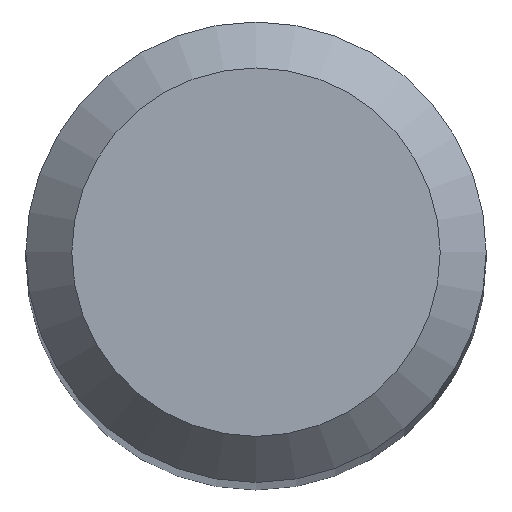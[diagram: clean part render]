
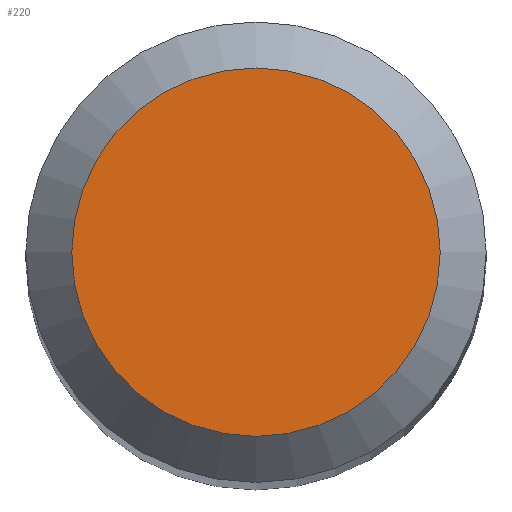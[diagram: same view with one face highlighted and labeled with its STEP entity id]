
A CAD part, top view. The second image highlights one B-rep face of the part: STEP entity #220.
In plain terms, the highlighted planar face has unit normal (0, 0, 1).
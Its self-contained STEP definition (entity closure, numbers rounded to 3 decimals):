
#15 = CARTESIAN_POINT ( 'NONE',  ( 0., 1.2, 50. ) ) ;
#20 = EDGE_CURVE ( 'NONE', #74, #74, #110, .T. ) ;
#74 = VERTEX_POINT ( 'NONE', #15 ) ;
#80 = DIRECTION ( 'NONE',  ( 0., 0., -1. ) ) ;
#98 = DIRECTION ( 'NONE',  ( 0., 0., -1. ) ) ;
#110 = CIRCLE ( 'NONE', #272, 1.2 ) ;
#128 = DIRECTION ( 'NONE',  ( 0., 1., 0. ) ) ;
#196 = AXIS2_PLACEMENT_3D ( 'NONE', #235, #98, #247 ) ;
#217 = CARTESIAN_POINT ( 'NONE',  ( 0., 0., 50. ) ) ;
#220 = ADVANCED_FACE ( 'NONE', ( #222 ), #229, .F. ) ;
#222 = FACE_OUTER_BOUND ( 'NONE', #301, .T. ) ;
#229 = PLANE ( 'NONE',  #196 ) ;
#235 = CARTESIAN_POINT ( 'NONE',  ( 0., 0., 50. ) ) ;
#247 = DIRECTION ( 'NONE',  ( 0., 1., 0. ) ) ;
#267 = ORIENTED_EDGE ( 'NONE', *, *, #20, .F. ) ;
#272 = AXIS2_PLACEMENT_3D ( 'NONE', #217, #80, #128 ) ;
#301 = EDGE_LOOP ( 'NONE', ( #267 ) ) ;
